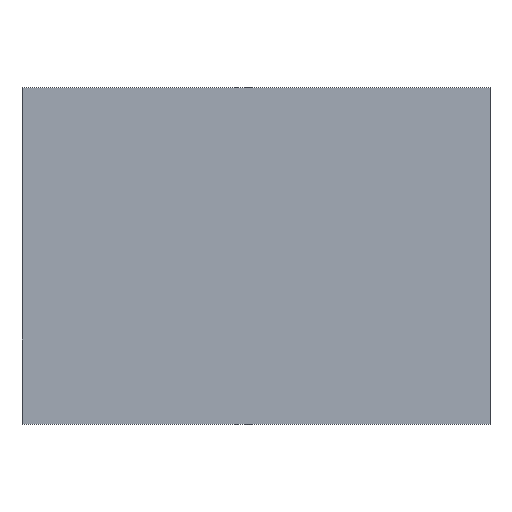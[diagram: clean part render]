
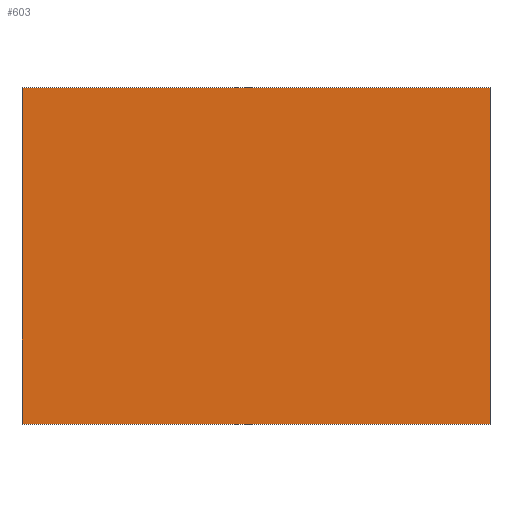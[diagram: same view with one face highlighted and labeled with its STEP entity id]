
A CAD part, top view. The second image highlights one B-rep face of the part: STEP entity #603.
In plain terms, the highlighted planar face has unit normal (0, 0, 1).
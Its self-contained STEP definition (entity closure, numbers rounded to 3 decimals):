
#96 = EDGE_CURVE ( 'NONE', #275, #769, #476, .T. ) ;
#108 = DIRECTION ( 'NONE',  ( 1., 0., 0. ) ) ;
#111 = LINE ( 'NONE', #766, #258 ) ;
#120 = ORIENTED_EDGE ( 'NONE', *, *, #608, .T. ) ;
#126 = VECTOR ( 'NONE', #668, 1000. ) ;
#149 = CARTESIAN_POINT ( 'NONE',  ( 0., 0., 14.589 ) ) ;
#158 = PLANE ( 'NONE',  #241 ) ;
#163 = CARTESIAN_POINT ( 'NONE',  ( 116.729, 52.467, 14.589 ) ) ;
#165 = CARTESIAN_POINT ( 'NONE',  ( 116.729, 85.709, 14.589 ) ) ;
#186 = EDGE_CURVE ( 'NONE', #617, #275, #524, .T. ) ;
#201 = DIRECTION ( 'NONE',  ( 0., 1., 0. ) ) ;
#217 = FACE_OUTER_BOUND ( 'NONE', #666, .T. ) ;
#220 = LINE ( 'NONE', #545, #126 ) ;
#224 = DIRECTION ( 'NONE',  ( -1., 0., 0. ) ) ;
#241 = AXIS2_PLACEMENT_3D ( 'NONE', #149, #626, #108 ) ;
#242 = VECTOR ( 'NONE', #224, 1000. ) ;
#257 = EDGE_CURVE ( 'NONE', #741, #617, #220, .T. ) ;
#258 = VECTOR ( 'NONE', #447, 1000. ) ;
#275 = VERTEX_POINT ( 'NONE', #294 ) ;
#294 = CARTESIAN_POINT ( 'NONE',  ( 116.729, 85.709, 14.589 ) ) ;
#354 = VECTOR ( 'NONE', #201, 1000. ) ;
#360 = ORIENTED_EDGE ( 'NONE', *, *, #257, .T. ) ;
#447 = DIRECTION ( 'NONE',  ( 0., -1., 0. ) ) ;
#459 = CARTESIAN_POINT ( 'NONE',  ( 70.501, 85.709, 14.589 ) ) ;
#476 = LINE ( 'NONE', #165, #242 ) ;
#524 = LINE ( 'NONE', #752, #354 ) ;
#535 = ORIENTED_EDGE ( 'NONE', *, *, #96, .T. ) ;
#545 = CARTESIAN_POINT ( 'NONE',  ( 70.501, 52.467, 14.589 ) ) ;
#571 = CARTESIAN_POINT ( 'NONE',  ( 70.501, 52.467, 14.589 ) ) ;
#603 = ADVANCED_FACE ( 'NONE', ( #217 ), #158, .T. ) ;
#608 = EDGE_CURVE ( 'NONE', #769, #741, #111, .T. ) ;
#617 = VERTEX_POINT ( 'NONE', #163 ) ;
#626 = DIRECTION ( 'NONE',  ( 0., 0., 1. ) ) ;
#666 = EDGE_LOOP ( 'NONE', ( #360, #684, #535, #120 ) ) ;
#668 = DIRECTION ( 'NONE',  ( 1., 0., 0. ) ) ;
#684 = ORIENTED_EDGE ( 'NONE', *, *, #186, .T. ) ;
#741 = VERTEX_POINT ( 'NONE', #571 ) ;
#752 = CARTESIAN_POINT ( 'NONE',  ( 116.729, 52.467, 14.589 ) ) ;
#766 = CARTESIAN_POINT ( 'NONE',  ( 70.501, 85.709, 14.589 ) ) ;
#769 = VERTEX_POINT ( 'NONE', #459 ) ;
